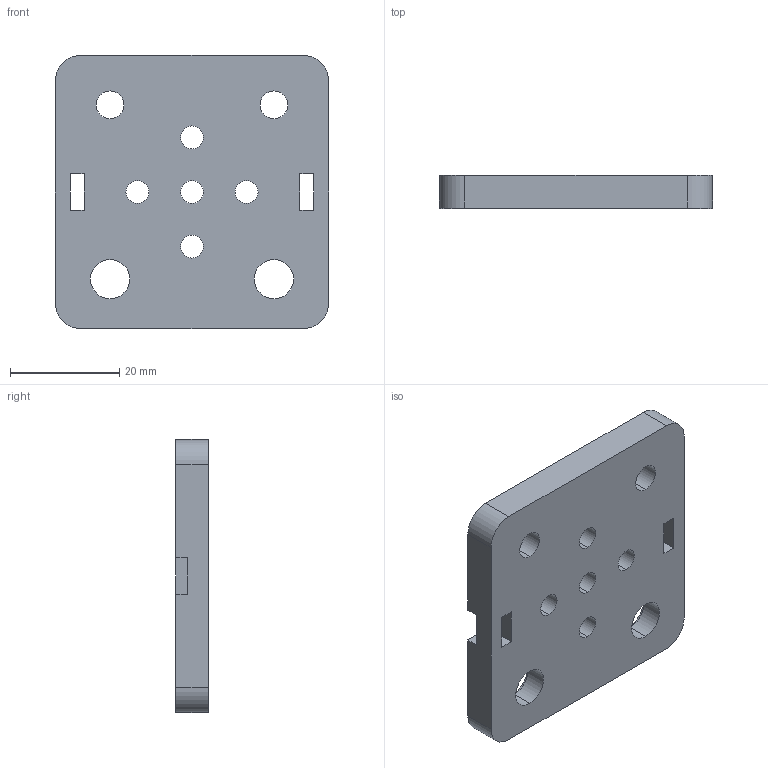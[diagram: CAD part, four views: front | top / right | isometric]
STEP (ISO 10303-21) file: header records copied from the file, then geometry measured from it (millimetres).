
FILE_DESCRIPTION (( 'STEP AP203' ), '1' );
FILE_NAME ('Mini V Wheel Plate.step', '2015-07-29T19:37:42', ( '' ), ( '' ), 'SwSTEP 2.0', 'SolidWorks 2014', '' );
FILE_SCHEMA (( 'CONFIG_CONTROL_DESIGN' ));
Length unit declared in the file: millimetre
Products named in the file (1): Mini V Wheel Plate
Bounding box: 50 x 6 x 50 mm (x, y, z)
Volume: 12930.4 mm3; surface area: 6834.3 mm2
Topology: 1 solids, 1 shells, 50 faces, 138 edges, 92 vertices
Faces by surface type: cylinder 30, plane 20
Entity records: 1743 total; most frequent: DIRECTION 300, CARTESIAN_POINT 281, ORIENTED_EDGE 276, EDGE_CURVE 138, AXIS2_PLACEMENT_3D 111, VERTEX_POINT 92, VECTOR 78, LINE 78
